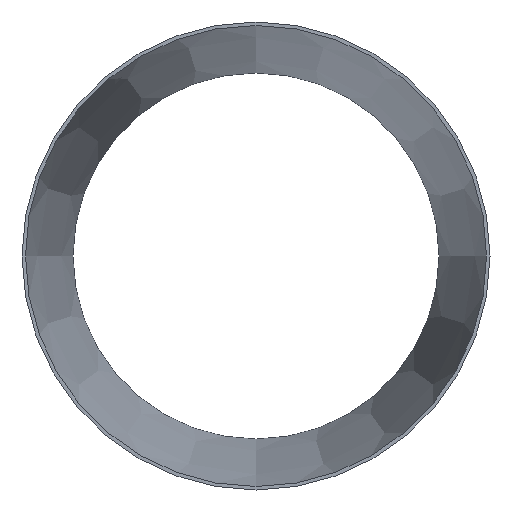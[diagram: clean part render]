
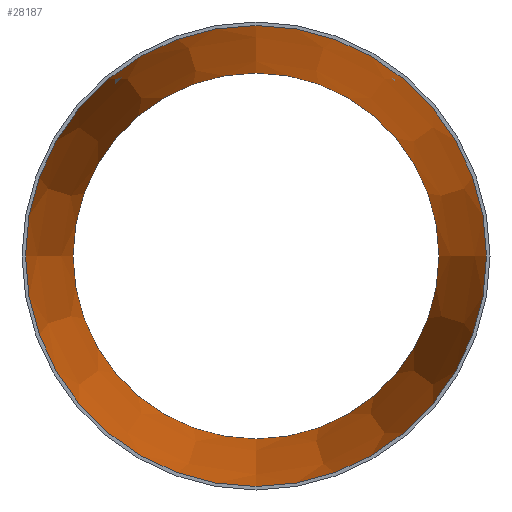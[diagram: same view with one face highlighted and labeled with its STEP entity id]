
A CAD part, front view. The second image highlights one B-rep face of the part: STEP entity #28187.
In plain terms, the highlighted conical face has half-angle 6.609 degrees and reference radius 200.18 mm.
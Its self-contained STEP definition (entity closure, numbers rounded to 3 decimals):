
#306 = CONICAL_SURFACE ( 'NONE', #20449, 200.18, 0.115 ) ;
#7538 = EDGE_CURVE ( 'NONE', #19180, #19180, #34797, .T. ) ;
#9986 = CARTESIAN_POINT ( 'NONE',  ( 0., 0., 0. ) ) ;
#12108 = CIRCLE ( 'NONE', #41435, 200.18 ) ;
#12417 = DIRECTION ( 'NONE',  ( 0., 0., -1. ) ) ;
#13771 = DIRECTION ( 'NONE',  ( 0., 0., -1. ) ) ;
#15695 = EDGE_LOOP ( 'NONE', ( #32559 ) ) ;
#15970 = AXIS2_PLACEMENT_3D ( 'NONE', #42878, #43098, #13771 ) ;
#19180 = VERTEX_POINT ( 'NONE', #43007 ) ;
#19391 = CARTESIAN_POINT ( 'NONE',  ( 0., 0., -200.18 ) ) ;
#20449 = AXIS2_PLACEMENT_3D ( 'NONE', #39448, #36159, #32480 ) ;
#22423 = FACE_BOUND ( 'NONE', #42103, .T. ) ;
#23318 = VERTEX_POINT ( 'NONE', #19391 ) ;
#25703 = FACE_OUTER_BOUND ( 'NONE', #15695, .T. ) ;
#28187 = ADVANCED_FACE ( 'NONE', ( #22423, #25703 ), #306, .F. ) ;
#29059 = DIRECTION ( 'NONE',  ( 0., -1., 0. ) ) ;
#31356 = EDGE_CURVE ( 'NONE', #23318, #23318, #12108, .T. ) ;
#32480 = DIRECTION ( 'NONE',  ( 0., 0., -1. ) ) ;
#32559 = ORIENTED_EDGE ( 'NONE', *, *, #31356, .T. ) ;
#34519 = ORIENTED_EDGE ( 'NONE', *, *, #7538, .F. ) ;
#34797 = CIRCLE ( 'NONE', #15970, 158.93 ) ;
#36159 = DIRECTION ( 'NONE',  ( 0., -1., 0. ) ) ;
#39448 = CARTESIAN_POINT ( 'NONE',  ( 0., 0., 0. ) ) ;
#41435 = AXIS2_PLACEMENT_3D ( 'NONE', #9986, #29059, #12417 ) ;
#42103 = EDGE_LOOP ( 'NONE', ( #34519 ) ) ;
#42878 = CARTESIAN_POINT ( 'NONE',  ( 0., 356., 0. ) ) ;
#43007 = CARTESIAN_POINT ( 'NONE',  ( 0., 356., -158.93 ) ) ;
#43098 = DIRECTION ( 'NONE',  ( 0., -1., 0. ) ) ;
